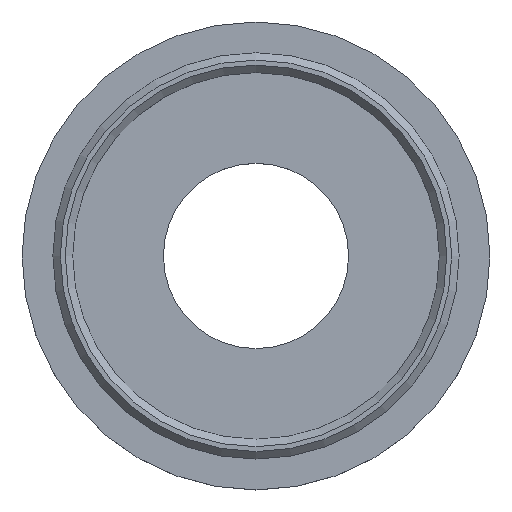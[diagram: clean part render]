
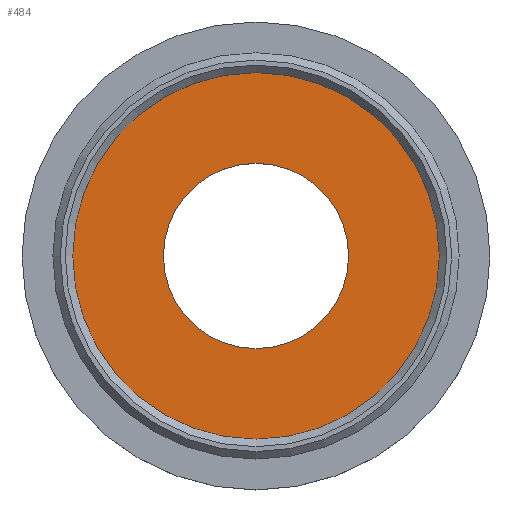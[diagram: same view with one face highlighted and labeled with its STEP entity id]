
A CAD part, top view. The second image highlights one B-rep face of the part: STEP entity #484.
In plain terms, the highlighted planar face has unit normal (0, 0, 1).
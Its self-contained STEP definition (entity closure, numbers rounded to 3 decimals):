
#329 = CYLINDRICAL_SURFACE('',#330,14.85);
#330 = AXIS2_PLACEMENT_3D('',#331,#332,#333);
#331 = CARTESIAN_POINT('',(0.,0.,7.));
#332 = DIRECTION('',(0.,0.,-1.));
#333 = DIRECTION('',(-1.,0.,0.));
#364 = CYLINDRICAL_SURFACE('',#365,7.5);
#365 = AXIS2_PLACEMENT_3D('',#366,#367,#368);
#366 = CARTESIAN_POINT('',(0.,0.,0.));
#367 = DIRECTION('',(0.,0.,1.));
#368 = DIRECTION('',(-1.,0.,0.));
#380 = VERTEX_POINT('',#381);
#381 = CARTESIAN_POINT('',(-14.85,0.,3.));
#402 = EDGE_CURVE('',#380,#380,#403,.T.);
#403 = SURFACE_CURVE('',#404,(#409,#416),.PCURVE_S1.);
#404 = CIRCLE('',#405,14.85);
#405 = AXIS2_PLACEMENT_3D('',#406,#407,#408);
#406 = CARTESIAN_POINT('',(0.,0.,3.));
#407 = DIRECTION('',(0.,0.,-1.));
#408 = DIRECTION('',(-1.,0.,0.));
#409 = PCURVE('',#329,#410);
#410 = DEFINITIONAL_REPRESENTATION('',(#411),#415);
#411 = LINE('',#412,#413);
#412 = CARTESIAN_POINT('',(0.,4.));
#413 = VECTOR('',#414,1.);
#414 = DIRECTION('',(1.,0.));
#415 = ( GEOMETRIC_REPRESENTATION_CONTEXT(2) 
PARAMETRIC_REPRESENTATION_CONTEXT() REPRESENTATION_CONTEXT('2D SPACE',''
  ) );
#416 = PCURVE('',#417,#422);
#417 = PLANE('',#418);
#418 = AXIS2_PLACEMENT_3D('',#419,#420,#421);
#419 = CARTESIAN_POINT('',(0.,0.,3.));
#420 = DIRECTION('',(0.,0.,-1.));
#421 = DIRECTION('',(-1.,0.,0.));
#422 = DEFINITIONAL_REPRESENTATION('',(#423),#427);
#423 = CIRCLE('',#424,14.85);
#424 = AXIS2_PLACEMENT_2D('',#425,#426);
#425 = CARTESIAN_POINT('',(0.,0.));
#426 = DIRECTION('',(1.,0.));
#427 = ( GEOMETRIC_REPRESENTATION_CONTEXT(2) 
PARAMETRIC_REPRESENTATION_CONTEXT() REPRESENTATION_CONTEXT('2D SPACE',''
  ) );
#434 = EDGE_CURVE('',#435,#435,#437,.T.);
#435 = VERTEX_POINT('',#436);
#436 = CARTESIAN_POINT('',(-7.5,0.,3.));
#437 = SURFACE_CURVE('',#438,(#443,#450),.PCURVE_S1.);
#438 = CIRCLE('',#439,7.5);
#439 = AXIS2_PLACEMENT_3D('',#440,#441,#442);
#440 = CARTESIAN_POINT('',(0.,0.,3.));
#441 = DIRECTION('',(0.,0.,1.));
#442 = DIRECTION('',(-1.,0.,0.));
#443 = PCURVE('',#364,#444);
#444 = DEFINITIONAL_REPRESENTATION('',(#445),#449);
#445 = LINE('',#446,#447);
#446 = CARTESIAN_POINT('',(0.,3.));
#447 = VECTOR('',#448,1.);
#448 = DIRECTION('',(1.,0.));
#449 = ( GEOMETRIC_REPRESENTATION_CONTEXT(2) 
PARAMETRIC_REPRESENTATION_CONTEXT() REPRESENTATION_CONTEXT('2D SPACE',''
  ) );
#450 = PCURVE('',#417,#451);
#451 = DEFINITIONAL_REPRESENTATION('',(#452),#460);
#452 = ( BOUNDED_CURVE() B_SPLINE_CURVE(2,(#453,#454,#455,#456,#457,#458
,#459),.UNSPECIFIED.,.T.,.F.) B_SPLINE_CURVE_WITH_KNOTS((1,2,2,2,2,1),(
    -2.094,0.,2.094,4.189,6.283,
8.378),.UNSPECIFIED.) CURVE() GEOMETRIC_REPRESENTATION_ITEM() 
RATIONAL_B_SPLINE_CURVE((1.,0.5,1.,0.5,1.,0.5,1.)) REPRESENTATION_ITEM(
  '') );
#453 = CARTESIAN_POINT('',(7.5,0.));
#454 = CARTESIAN_POINT('',(7.5,-12.99));
#455 = CARTESIAN_POINT('',(-3.75,-6.495));
#456 = CARTESIAN_POINT('',(-15.,0.));
#457 = CARTESIAN_POINT('',(-3.75,6.495));
#458 = CARTESIAN_POINT('',(7.5,12.99));
#459 = CARTESIAN_POINT('',(7.5,0.));
#460 = ( GEOMETRIC_REPRESENTATION_CONTEXT(2) 
PARAMETRIC_REPRESENTATION_CONTEXT() REPRESENTATION_CONTEXT('2D SPACE',''
  ) );
#484 = ADVANCED_FACE('',(#485,#488),#417,.F.);
#485 = FACE_BOUND('',#486,.F.);
#486 = EDGE_LOOP('',(#487));
#487 = ORIENTED_EDGE('',*,*,#402,.T.);
#488 = FACE_BOUND('',#489,.F.);
#489 = EDGE_LOOP('',(#490));
#490 = ORIENTED_EDGE('',*,*,#434,.T.);
